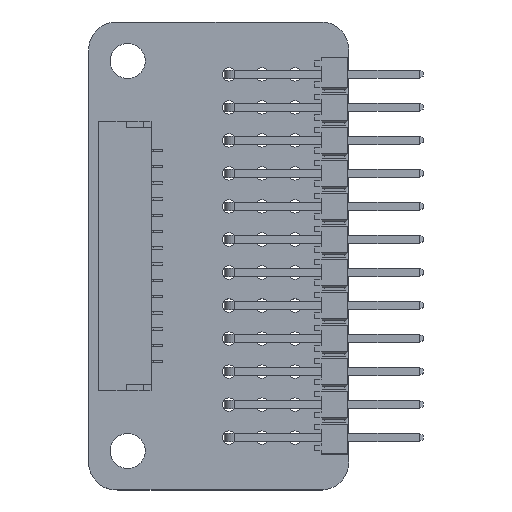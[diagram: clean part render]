
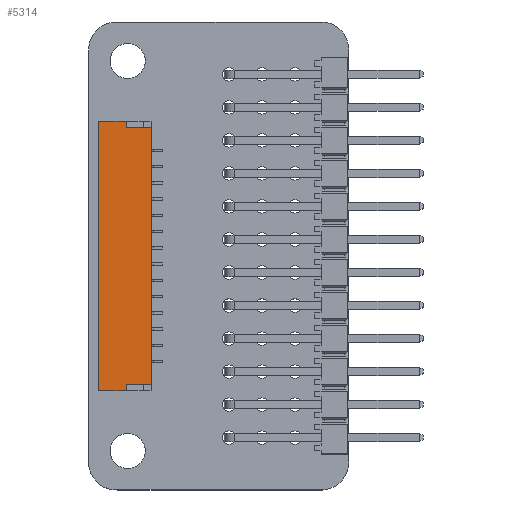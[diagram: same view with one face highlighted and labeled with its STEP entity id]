
A CAD part, top view. The second image highlights one B-rep face of the part: STEP entity #5314.
In plain terms, the highlighted planar face has unit normal (0, 0, 1).
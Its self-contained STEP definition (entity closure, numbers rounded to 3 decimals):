
#68 = PLANE('',#69);
#69 = AXIS2_PLACEMENT_3D('',#70,#71,#72);
#70 = CARTESIAN_POINT('',(-10.375,1.58,-0.005));
#71 = DIRECTION('',(1.,0.,0.));
#72 = DIRECTION('',(0.,-1.,0.));
#220 = PLANE('',#221);
#221 = AXIS2_PLACEMENT_3D('',#222,#223,#224);
#222 = CARTESIAN_POINT('',(-10.375,1.58,-0.005));
#223 = DIRECTION('',(0.,-1.,0.));
#224 = DIRECTION('',(1.,0.,0.));
#317 = VERTEX_POINT('',#318);
#318 = CARTESIAN_POINT('',(-10.375,-0.32,4.245));
#332 = PLANE('',#333);
#333 = AXIS2_PLACEMENT_3D('',#334,#335,#336);
#334 = CARTESIAN_POINT('',(-10.375,-0.32,3.595));
#335 = DIRECTION('',(0.,-1.,0.));
#336 = DIRECTION('',(0.,0.,1.));
#344 = EDGE_CURVE('',#317,#345,#347,.T.);
#345 = VERTEX_POINT('',#346);
#346 = CARTESIAN_POINT('',(-10.375,-2.47,4.245));
#347 = SURFACE_CURVE('',#348,(#352,#359),.PCURVE_S1.);
#348 = LINE('',#349,#350);
#349 = CARTESIAN_POINT('',(-10.375,1.58,4.245));
#350 = VECTOR('',#351,1.);
#351 = DIRECTION('',(0.,-1.,0.));
#352 = PCURVE('',#68,#353);
#353 = DEFINITIONAL_REPRESENTATION('',(#354),#358);
#354 = LINE('',#355,#356);
#355 = CARTESIAN_POINT('',(0.,-4.25));
#356 = VECTOR('',#357,1.);
#357 = DIRECTION('',(1.,0.));
#358 = ( GEOMETRIC_REPRESENTATION_CONTEXT(2) 
PARAMETRIC_REPRESENTATION_CONTEXT() REPRESENTATION_CONTEXT('2D SPACE',''
  ) );
#359 = PCURVE('',#360,#365);
#360 = PLANE('',#361);
#361 = AXIS2_PLACEMENT_3D('',#362,#363,#364);
#362 = CARTESIAN_POINT('',(-10.375,1.58,4.245));
#363 = DIRECTION('',(0.,0.,1.));
#364 = DIRECTION('',(0.,-1.,0.));
#365 = DEFINITIONAL_REPRESENTATION('',(#366),#370);
#366 = LINE('',#367,#368);
#367 = CARTESIAN_POINT('',(0.,0.));
#368 = VECTOR('',#369,1.);
#369 = DIRECTION('',(1.,0.));
#370 = ( GEOMETRIC_REPRESENTATION_CONTEXT(2) 
PARAMETRIC_REPRESENTATION_CONTEXT() REPRESENTATION_CONTEXT('2D SPACE',''
  ) );
#388 = PLANE('',#389);
#389 = AXIS2_PLACEMENT_3D('',#390,#391,#392);
#390 = CARTESIAN_POINT('',(-10.375,-2.47,-0.005));
#391 = DIRECTION('',(0.,-1.,0.));
#392 = DIRECTION('',(1.,0.,0.));
#681 = PLANE('',#682);
#682 = AXIS2_PLACEMENT_3D('',#683,#684,#685);
#683 = CARTESIAN_POINT('',(10.375,1.58,-0.005));
#684 = DIRECTION('',(1.,0.,0.));
#685 = DIRECTION('',(0.,-1.,0.));
#1340 = VERTEX_POINT('',#1341);
#1341 = CARTESIAN_POINT('',(10.375,-2.47,4.245));
#1362 = EDGE_CURVE('',#345,#1340,#1363,.T.);
#1363 = SURFACE_CURVE('',#1364,(#1368,#1375),.PCURVE_S1.);
#1364 = LINE('',#1365,#1366);
#1365 = CARTESIAN_POINT('',(-10.375,-2.47,4.245));
#1366 = VECTOR('',#1367,1.);
#1367 = DIRECTION('',(1.,0.,0.));
#1368 = PCURVE('',#388,#1369);
#1369 = DEFINITIONAL_REPRESENTATION('',(#1370),#1374);
#1370 = LINE('',#1371,#1372);
#1371 = CARTESIAN_POINT('',(0.,4.25));
#1372 = VECTOR('',#1373,1.);
#1373 = DIRECTION('',(1.,0.));
#1374 = ( GEOMETRIC_REPRESENTATION_CONTEXT(2) 
PARAMETRIC_REPRESENTATION_CONTEXT() REPRESENTATION_CONTEXT('2D SPACE',''
  ) );
#1375 = PCURVE('',#360,#1376);
#1376 = DEFINITIONAL_REPRESENTATION('',(#1377),#1381);
#1377 = LINE('',#1378,#1379);
#1378 = CARTESIAN_POINT('',(4.05,0.));
#1379 = VECTOR('',#1380,1.);
#1380 = DIRECTION('',(0.,1.));
#1381 = ( GEOMETRIC_REPRESENTATION_CONTEXT(2) 
PARAMETRIC_REPRESENTATION_CONTEXT() REPRESENTATION_CONTEXT('2D SPACE',''
  ) );
#5314 = ADVANCED_FACE('',(#5315),#360,.T.);
#5315 = FACE_BOUND('',#5316,.T.);
#5316 = EDGE_LOOP('',(#5317,#5342,#5370,#5391,#5392,#5393,#5416,#5444));
#5317 = ORIENTED_EDGE('',*,*,#5318,.F.);
#5318 = EDGE_CURVE('',#5319,#5321,#5323,.T.);
#5319 = VERTEX_POINT('',#5320);
#5320 = CARTESIAN_POINT('',(-9.875,1.58,4.245));
#5321 = VERTEX_POINT('',#5322);
#5322 = CARTESIAN_POINT('',(9.875,1.58,4.245));
#5323 = SURFACE_CURVE('',#5324,(#5328,#5335),.PCURVE_S1.);
#5324 = LINE('',#5325,#5326);
#5325 = CARTESIAN_POINT('',(-10.375,1.58,4.245));
#5326 = VECTOR('',#5327,1.);
#5327 = DIRECTION('',(1.,0.,0.));
#5328 = PCURVE('',#360,#5329);
#5329 = DEFINITIONAL_REPRESENTATION('',(#5330),#5334);
#5330 = LINE('',#5331,#5332);
#5331 = CARTESIAN_POINT('',(0.,0.));
#5332 = VECTOR('',#5333,1.);
#5333 = DIRECTION('',(0.,1.));
#5334 = ( GEOMETRIC_REPRESENTATION_CONTEXT(2) 
PARAMETRIC_REPRESENTATION_CONTEXT() REPRESENTATION_CONTEXT('2D SPACE',''
  ) );
#5335 = PCURVE('',#220,#5336);
#5336 = DEFINITIONAL_REPRESENTATION('',(#5337),#5341);
#5337 = LINE('',#5338,#5339);
#5338 = CARTESIAN_POINT('',(0.,4.25));
#5339 = VECTOR('',#5340,1.);
#5340 = DIRECTION('',(1.,0.));
#5341 = ( GEOMETRIC_REPRESENTATION_CONTEXT(2) 
PARAMETRIC_REPRESENTATION_CONTEXT() REPRESENTATION_CONTEXT('2D SPACE',''
  ) );
#5342 = ORIENTED_EDGE('',*,*,#5343,.F.);
#5343 = EDGE_CURVE('',#5344,#5319,#5346,.T.);
#5344 = VERTEX_POINT('',#5345);
#5345 = CARTESIAN_POINT('',(-9.875,-0.32,4.245));
#5346 = SURFACE_CURVE('',#5347,(#5351,#5358),.PCURVE_S1.);
#5347 = LINE('',#5348,#5349);
#5348 = CARTESIAN_POINT('',(-9.875,-0.32,4.245));
#5349 = VECTOR('',#5350,1.);
#5350 = DIRECTION('',(0.,1.,0.));
#5351 = PCURVE('',#360,#5352);
#5352 = DEFINITIONAL_REPRESENTATION('',(#5353),#5357);
#5353 = LINE('',#5354,#5355);
#5354 = CARTESIAN_POINT('',(1.9,0.5));
#5355 = VECTOR('',#5356,1.);
#5356 = DIRECTION('',(-1.,0.));
#5357 = ( GEOMETRIC_REPRESENTATION_CONTEXT(2) 
PARAMETRIC_REPRESENTATION_CONTEXT() REPRESENTATION_CONTEXT('2D SPACE',''
  ) );
#5358 = PCURVE('',#5359,#5364);
#5359 = PLANE('',#5360);
#5360 = AXIS2_PLACEMENT_3D('',#5361,#5362,#5363);
#5361 = CARTESIAN_POINT('',(-9.875,0.881,3.371));
#5362 = DIRECTION('',(-1.,0.,-0.));
#5363 = DIRECTION('',(0.,1.,0.));
#5364 = DEFINITIONAL_REPRESENTATION('',(#5365),#5369);
#5365 = LINE('',#5366,#5367);
#5366 = CARTESIAN_POINT('',(-1.201,-0.874));
#5367 = VECTOR('',#5368,1.);
#5368 = DIRECTION('',(1.,0.));
#5369 = ( GEOMETRIC_REPRESENTATION_CONTEXT(2) 
PARAMETRIC_REPRESENTATION_CONTEXT() REPRESENTATION_CONTEXT('2D SPACE',''
  ) );
#5370 = ORIENTED_EDGE('',*,*,#5371,.F.);
#5371 = EDGE_CURVE('',#317,#5344,#5372,.T.);
#5372 = SURFACE_CURVE('',#5373,(#5377,#5384),.PCURVE_S1.);
#5373 = LINE('',#5374,#5375);
#5374 = CARTESIAN_POINT('',(-10.375,-0.32,4.245));
#5375 = VECTOR('',#5376,1.);
#5376 = DIRECTION('',(1.,0.,0.));
#5377 = PCURVE('',#360,#5378);
#5378 = DEFINITIONAL_REPRESENTATION('',(#5379),#5383);
#5379 = LINE('',#5380,#5381);
#5380 = CARTESIAN_POINT('',(1.9,0.));
#5381 = VECTOR('',#5382,1.);
#5382 = DIRECTION('',(0.,1.));
#5383 = ( GEOMETRIC_REPRESENTATION_CONTEXT(2) 
PARAMETRIC_REPRESENTATION_CONTEXT() REPRESENTATION_CONTEXT('2D SPACE',''
  ) );
#5384 = PCURVE('',#332,#5385);
#5385 = DEFINITIONAL_REPRESENTATION('',(#5386),#5390);
#5386 = LINE('',#5387,#5388);
#5387 = CARTESIAN_POINT('',(0.65,0.));
#5388 = VECTOR('',#5389,1.);
#5389 = DIRECTION('',(0.,-1.));
#5390 = ( GEOMETRIC_REPRESENTATION_CONTEXT(2) 
PARAMETRIC_REPRESENTATION_CONTEXT() REPRESENTATION_CONTEXT('2D SPACE',''
  ) );
#5391 = ORIENTED_EDGE('',*,*,#344,.T.);
#5392 = ORIENTED_EDGE('',*,*,#1362,.T.);
#5393 = ORIENTED_EDGE('',*,*,#5394,.F.);
#5394 = EDGE_CURVE('',#5395,#1340,#5397,.T.);
#5395 = VERTEX_POINT('',#5396);
#5396 = CARTESIAN_POINT('',(10.375,-0.32,4.245));
#5397 = SURFACE_CURVE('',#5398,(#5402,#5409),.PCURVE_S1.);
#5398 = LINE('',#5399,#5400);
#5399 = CARTESIAN_POINT('',(10.375,1.58,4.245));
#5400 = VECTOR('',#5401,1.);
#5401 = DIRECTION('',(0.,-1.,0.));
#5402 = PCURVE('',#360,#5403);
#5403 = DEFINITIONAL_REPRESENTATION('',(#5404),#5408);
#5404 = LINE('',#5405,#5406);
#5405 = CARTESIAN_POINT('',(0.,20.75));
#5406 = VECTOR('',#5407,1.);
#5407 = DIRECTION('',(1.,0.));
#5408 = ( GEOMETRIC_REPRESENTATION_CONTEXT(2) 
PARAMETRIC_REPRESENTATION_CONTEXT() REPRESENTATION_CONTEXT('2D SPACE',''
  ) );
#5409 = PCURVE('',#681,#5410);
#5410 = DEFINITIONAL_REPRESENTATION('',(#5411),#5415);
#5411 = LINE('',#5412,#5413);
#5412 = CARTESIAN_POINT('',(0.,-4.25));
#5413 = VECTOR('',#5414,1.);
#5414 = DIRECTION('',(1.,0.));
#5415 = ( GEOMETRIC_REPRESENTATION_CONTEXT(2) 
PARAMETRIC_REPRESENTATION_CONTEXT() REPRESENTATION_CONTEXT('2D SPACE',''
  ) );
#5416 = ORIENTED_EDGE('',*,*,#5417,.F.);
#5417 = EDGE_CURVE('',#5418,#5395,#5420,.T.);
#5418 = VERTEX_POINT('',#5419);
#5419 = CARTESIAN_POINT('',(9.875,-0.32,4.245));
#5420 = SURFACE_CURVE('',#5421,(#5425,#5432),.PCURVE_S1.);
#5421 = LINE('',#5422,#5423);
#5422 = CARTESIAN_POINT('',(9.875,-0.32,4.245));
#5423 = VECTOR('',#5424,1.);
#5424 = DIRECTION('',(1.,0.,0.));
#5425 = PCURVE('',#360,#5426);
#5426 = DEFINITIONAL_REPRESENTATION('',(#5427),#5431);
#5427 = LINE('',#5428,#5429);
#5428 = CARTESIAN_POINT('',(1.9,20.25));
#5429 = VECTOR('',#5430,1.);
#5430 = DIRECTION('',(0.,1.));
#5431 = ( GEOMETRIC_REPRESENTATION_CONTEXT(2) 
PARAMETRIC_REPRESENTATION_CONTEXT() REPRESENTATION_CONTEXT('2D SPACE',''
  ) );
#5432 = PCURVE('',#5433,#5438);
#5433 = PLANE('',#5434);
#5434 = AXIS2_PLACEMENT_3D('',#5435,#5436,#5437);
#5435 = CARTESIAN_POINT('',(9.875,-0.32,3.595));
#5436 = DIRECTION('',(0.,-1.,0.));
#5437 = DIRECTION('',(0.,0.,1.));
#5438 = DEFINITIONAL_REPRESENTATION('',(#5439),#5443);
#5439 = LINE('',#5440,#5441);
#5440 = CARTESIAN_POINT('',(0.65,0.));
#5441 = VECTOR('',#5442,1.);
#5442 = DIRECTION('',(0.,-1.));
#5443 = ( GEOMETRIC_REPRESENTATION_CONTEXT(2) 
PARAMETRIC_REPRESENTATION_CONTEXT() REPRESENTATION_CONTEXT('2D SPACE',''
  ) );
#5444 = ORIENTED_EDGE('',*,*,#5445,.T.);
#5445 = EDGE_CURVE('',#5418,#5321,#5446,.T.);
#5446 = SURFACE_CURVE('',#5447,(#5451,#5458),.PCURVE_S1.);
#5447 = LINE('',#5448,#5449);
#5448 = CARTESIAN_POINT('',(9.875,-0.32,4.245));
#5449 = VECTOR('',#5450,1.);
#5450 = DIRECTION('',(0.,1.,0.));
#5451 = PCURVE('',#360,#5452);
#5452 = DEFINITIONAL_REPRESENTATION('',(#5453),#5457);
#5453 = LINE('',#5454,#5455);
#5454 = CARTESIAN_POINT('',(1.9,20.25));
#5455 = VECTOR('',#5456,1.);
#5456 = DIRECTION('',(-1.,0.));
#5457 = ( GEOMETRIC_REPRESENTATION_CONTEXT(2) 
PARAMETRIC_REPRESENTATION_CONTEXT() REPRESENTATION_CONTEXT('2D SPACE',''
  ) );
#5458 = PCURVE('',#5459,#5464);
#5459 = PLANE('',#5460);
#5460 = AXIS2_PLACEMENT_3D('',#5461,#5462,#5463);
#5461 = CARTESIAN_POINT('',(9.875,0.881,3.371));
#5462 = DIRECTION('',(-1.,0.,-0.));
#5463 = DIRECTION('',(0.,1.,0.));
#5464 = DEFINITIONAL_REPRESENTATION('',(#5465),#5469);
#5465 = LINE('',#5466,#5467);
#5466 = CARTESIAN_POINT('',(-1.201,-0.874));
#5467 = VECTOR('',#5468,1.);
#5468 = DIRECTION('',(1.,0.));
#5469 = ( GEOMETRIC_REPRESENTATION_CONTEXT(2) 
PARAMETRIC_REPRESENTATION_CONTEXT() REPRESENTATION_CONTEXT('2D SPACE',''
  ) );
